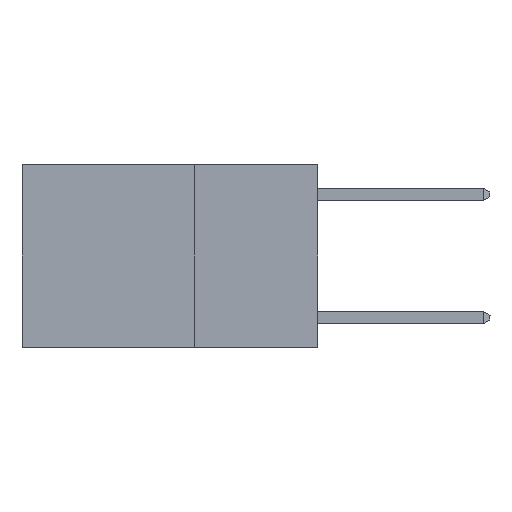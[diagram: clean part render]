
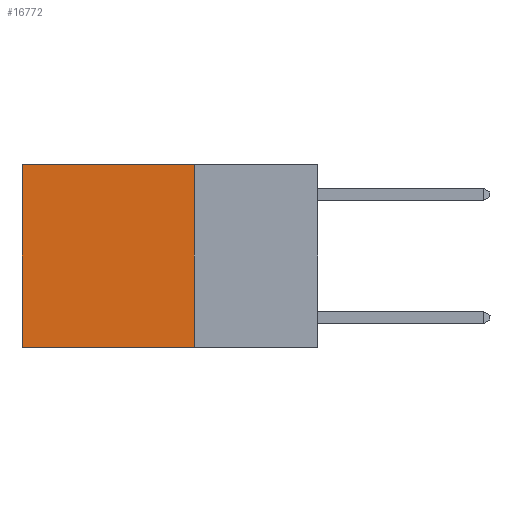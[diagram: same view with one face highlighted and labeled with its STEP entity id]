
A CAD part, left-side view. The second image highlights one B-rep face of the part: STEP entity #16772.
In plain terms, the highlighted planar face has unit normal (-1, 0, 0).
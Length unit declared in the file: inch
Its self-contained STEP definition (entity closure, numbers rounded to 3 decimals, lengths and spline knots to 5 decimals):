
#1709 = EDGE_CURVE ( 'NONE', #21501, #5016, #4303, .T. ) ;
#2847 = LINE ( 'NONE', #20247, #13282 ) ;
#3007 = CARTESIAN_POINT ( 'NONE',  ( 0.2625, 0.6, 0. ) ) ;
#3123 = PLANE ( 'NONE',  #15967 ) ;
#4303 = LINE ( 'NONE', #8923, #24617 ) ;
#5016 = VERTEX_POINT ( 'NONE', #13833 ) ;
#5222 = CARTESIAN_POINT ( 'NONE',  ( 0.2625, 0.25, 0. ) ) ;
#7026 = EDGE_CURVE ( 'NONE', #21501, #20349, #18835, .T. ) ;
#7316 = DIRECTION ( 'NONE',  ( 1., 0., 0. ) ) ;
#8667 = VECTOR ( 'NONE', #23470, 39.37008 ) ;
#8923 = CARTESIAN_POINT ( 'NONE',  ( 0.2625, 0.25, 0. ) ) ;
#9325 = DIRECTION ( 'NONE',  ( 0., 0., -1. ) ) ;
#9528 = VECTOR ( 'NONE', #9325, 39.37008 ) ;
#10007 = VERTEX_POINT ( 'NONE', #16375 ) ;
#11007 = DIRECTION ( 'NONE',  ( 0., 0., -1. ) ) ;
#11480 = CARTESIAN_POINT ( 'NONE',  ( 0.2625, 0.25, 0. ) ) ;
#11497 = EDGE_CURVE ( 'NONE', #20349, #10007, #25492, .T. ) ;
#11713 = CARTESIAN_POINT ( 'NONE',  ( 0.2625, 0.25, 0. ) ) ;
#12631 = ORIENTED_EDGE ( 'NONE', *, *, #11497, .T. ) ;
#12753 = ORIENTED_EDGE ( 'NONE', *, *, #14108, .F. ) ;
#12997 = ORIENTED_EDGE ( 'NONE', *, *, #1709, .F. ) ;
#13113 = ORIENTED_EDGE ( 'NONE', *, *, #7026, .T. ) ;
#13282 = VECTOR ( 'NONE', #22260, 39.37008 ) ;
#13833 = CARTESIAN_POINT ( 'NONE',  ( 0.2625, 0.25, -0.37 ) ) ;
#14108 = EDGE_CURVE ( 'NONE', #5016, #10007, #2847, .T. ) ;
#15967 = AXIS2_PLACEMENT_3D ( 'NONE', #5222, #7316, #21531 ) ;
#16375 = CARTESIAN_POINT ( 'NONE',  ( 0.2625, 0.6, -0.37 ) ) ;
#16772 = ADVANCED_FACE ( 'NONE', ( #26174 ), #3123, .F. ) ;
#18835 = LINE ( 'NONE', #11480, #8667 ) ;
#20247 = CARTESIAN_POINT ( 'NONE',  ( 0.2625, 0.25, -0.37 ) ) ;
#20349 = VERTEX_POINT ( 'NONE', #24563 ) ;
#21501 = VERTEX_POINT ( 'NONE', #11713 ) ;
#21531 = DIRECTION ( 'NONE',  ( 0., 0., -1. ) ) ;
#22260 = DIRECTION ( 'NONE',  ( 0., 1., 0. ) ) ;
#23470 = DIRECTION ( 'NONE',  ( 0., 1., 0. ) ) ;
#24563 = CARTESIAN_POINT ( 'NONE',  ( 0.2625, 0.6, 0. ) ) ;
#24617 = VECTOR ( 'NONE', #11007, 39.37008 ) ;
#24787 = EDGE_LOOP ( 'NONE', ( #12631, #12753, #12997, #13113 ) ) ;
#25492 = LINE ( 'NONE', #3007, #9528 ) ;
#26174 = FACE_OUTER_BOUND ( 'NONE', #24787, .T. ) ;
